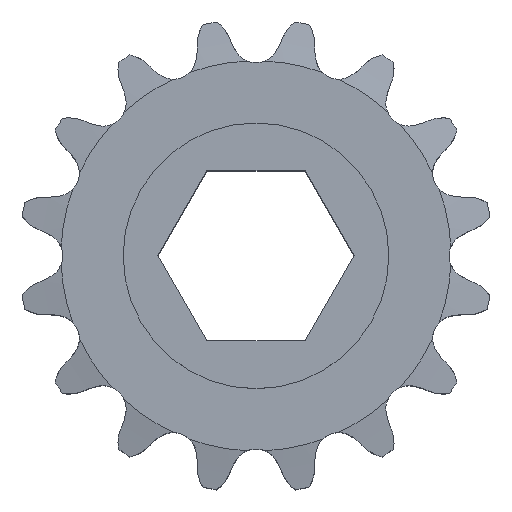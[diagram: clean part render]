
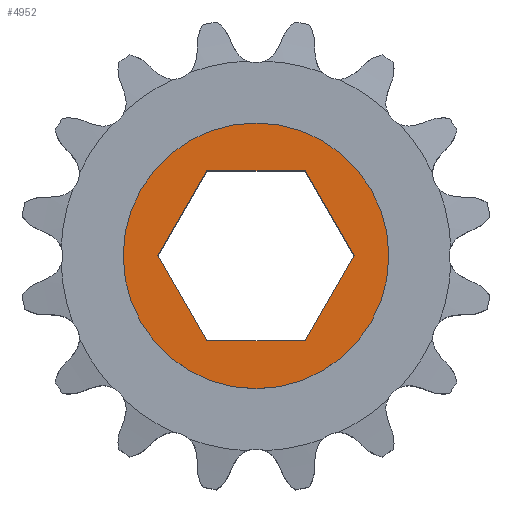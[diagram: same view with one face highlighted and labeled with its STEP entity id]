
A CAD part, top view. The second image highlights one B-rep face of the part: STEP entity #4952.
In plain terms, the highlighted planar face has unit normal (0, 0, 1).
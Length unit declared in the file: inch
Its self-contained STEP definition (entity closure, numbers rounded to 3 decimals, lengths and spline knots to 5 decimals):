
#328 = FACE_OUTER_BOUND ( 'NONE', #8025, .T. ) ;
#440 = CARTESIAN_POINT ( 'NONE',  ( 0.14549, -0.252, 0.245 ) ) ;
#740 = CARTESIAN_POINT ( 'NONE',  ( 0., 0., 0.245 ) ) ;
#776 = DIRECTION ( 'NONE',  ( 0.5, 0.866, 0. ) ) ;
#809 = EDGE_CURVE ( 'NONE', #9528, #7459, #989, .T. ) ;
#966 = EDGE_CURVE ( 'NONE', #7768, #5346, #8473, .T. ) ;
#989 = LINE ( 'NONE', #6991, #4406 ) ;
#1062 = CARTESIAN_POINT ( 'NONE',  ( 0.64073, 0., 0.245 ) ) ;
#1259 = LINE ( 'NONE', #6390, #6431 ) ;
#1744 = EDGE_CURVE ( 'NONE', #5113, #9528, #1259, .T. ) ;
#2018 = LINE ( 'NONE', #11704, #8586 ) ;
#2029 = DIRECTION ( 'NONE',  ( -1., 0., 0. ) ) ;
#2193 = DIRECTION ( 'NONE',  ( 1., 0., 0. ) ) ;
#2520 = EDGE_LOOP ( 'NONE', ( #2728, #12054, #8332, #4484, #10354, #6204 ) ) ;
#2728 = ORIENTED_EDGE ( 'NONE', *, *, #5959, .F. ) ;
#3033 = DIRECTION ( 'NONE',  ( 0.5, -0.866, 0. ) ) ;
#3342 = LINE ( 'NONE', #12000, #9260 ) ;
#3656 = EDGE_CURVE ( 'NONE', #5911, #4744, #2018, .T. ) ;
#3999 = VERTEX_POINT ( 'NONE', #10426 ) ;
#4243 = CARTESIAN_POINT ( 'NONE',  ( 0.3937, 0., 0.245 ) ) ;
#4406 = VECTOR ( 'NONE', #3033, 39.37008 ) ;
#4484 = ORIENTED_EDGE ( 'NONE', *, *, #809, .F. ) ;
#4744 = VERTEX_POINT ( 'NONE', #7872 ) ;
#4934 = ORIENTED_EDGE ( 'NONE', *, *, #9184, .T. ) ;
#4952 = ADVANCED_FACE ( 'NONE', ( #6058, #328 ), #12081, .T. ) ;
#5113 = VERTEX_POINT ( 'NONE', #9185 ) ;
#5346 = VERTEX_POINT ( 'NONE', #4243 ) ;
#5419 = DIRECTION ( 'NONE',  ( 0., 0., 1. ) ) ;
#5911 = VERTEX_POINT ( 'NONE', #440 ) ;
#5959 = EDGE_CURVE ( 'NONE', #4744, #3999, #10073, .T. ) ;
#6058 = FACE_BOUND ( 'NONE', #2520, .T. ) ;
#6204 = ORIENTED_EDGE ( 'NONE', *, *, #9005, .F. ) ;
#6390 = CARTESIAN_POINT ( 'NONE',  ( -0.14549, 0.252, 0.245 ) ) ;
#6431 = VECTOR ( 'NONE', #7446, 39.37008 ) ;
#6991 = CARTESIAN_POINT ( 'NONE',  ( -0.29098, 0., 0.245 ) ) ;
#7115 = DIRECTION ( 'NONE',  ( 0., 0., 1. ) ) ;
#7204 = LINE ( 'NONE', #7245, #11706 ) ;
#7245 = CARTESIAN_POINT ( 'NONE',  ( -0.14549, -0.252, 0.245 ) ) ;
#7331 = DIRECTION ( 'NONE',  ( 1., 0., 0. ) ) ;
#7446 = DIRECTION ( 'NONE',  ( -0.5, -0.866, 0. ) ) ;
#7459 = VERTEX_POINT ( 'NONE', #12578 ) ;
#7473 = VECTOR ( 'NONE', #12405, 39.37008 ) ;
#7768 = VERTEX_POINT ( 'NONE', #8043 ) ;
#7872 = CARTESIAN_POINT ( 'NONE',  ( 0.29098, 0., 0.245 ) ) ;
#8025 = EDGE_LOOP ( 'NONE', ( #4934, #8756 ) ) ;
#8043 = CARTESIAN_POINT ( 'NONE',  ( -0.3937, 0., 0.245 ) ) ;
#8181 = AXIS2_PLACEMENT_3D ( 'NONE', #740, #11583, #10257 ) ;
#8332 = ORIENTED_EDGE ( 'NONE', *, *, #11547, .F. ) ;
#8473 = CIRCLE ( 'NONE', #8181, 0.3937 ) ;
#8586 = VECTOR ( 'NONE', #776, 39.37008 ) ;
#8756 = ORIENTED_EDGE ( 'NONE', *, *, #966, .T. ) ;
#9005 = EDGE_CURVE ( 'NONE', #3999, #5113, #3342, .T. ) ;
#9184 = EDGE_CURVE ( 'NONE', #5346, #7768, #11243, .T. ) ;
#9185 = CARTESIAN_POINT ( 'NONE',  ( -0.14549, 0.252, 0.245 ) ) ;
#9260 = VECTOR ( 'NONE', #2029, 39.37008 ) ;
#9528 = VERTEX_POINT ( 'NONE', #10969 ) ;
#9626 = AXIS2_PLACEMENT_3D ( 'NONE', #1062, #7115, #2193 ) ;
#10073 = LINE ( 'NONE', #12452, #7473 ) ;
#10257 = DIRECTION ( 'NONE',  ( 1., 0., 0. ) ) ;
#10354 = ORIENTED_EDGE ( 'NONE', *, *, #1744, .F. ) ;
#10426 = CARTESIAN_POINT ( 'NONE',  ( 0.14549, 0.252, 0.245 ) ) ;
#10450 = CARTESIAN_POINT ( 'NONE',  ( 0., 0., 0.245 ) ) ;
#10969 = CARTESIAN_POINT ( 'NONE',  ( -0.29098, 0., 0.245 ) ) ;
#11243 = CIRCLE ( 'NONE', #11289, 0.3937 ) ;
#11289 = AXIS2_PLACEMENT_3D ( 'NONE', #10450, #5419, #12367 ) ;
#11547 = EDGE_CURVE ( 'NONE', #7459, #5911, #7204, .T. ) ;
#11583 = DIRECTION ( 'NONE',  ( 0., 0., 1. ) ) ;
#11704 = CARTESIAN_POINT ( 'NONE',  ( 0.14549, -0.252, 0.245 ) ) ;
#11706 = VECTOR ( 'NONE', #7331, 39.37008 ) ;
#12000 = CARTESIAN_POINT ( 'NONE',  ( 0.14549, 0.252, 0.245 ) ) ;
#12054 = ORIENTED_EDGE ( 'NONE', *, *, #3656, .F. ) ;
#12081 = PLANE ( 'NONE',  #9626 ) ;
#12367 = DIRECTION ( 'NONE',  ( 1., 0., 0. ) ) ;
#12405 = DIRECTION ( 'NONE',  ( -0.5, 0.866, 0. ) ) ;
#12452 = CARTESIAN_POINT ( 'NONE',  ( 0.29098, 0., 0.245 ) ) ;
#12578 = CARTESIAN_POINT ( 'NONE',  ( -0.14549, -0.252, 0.245 ) ) ;
